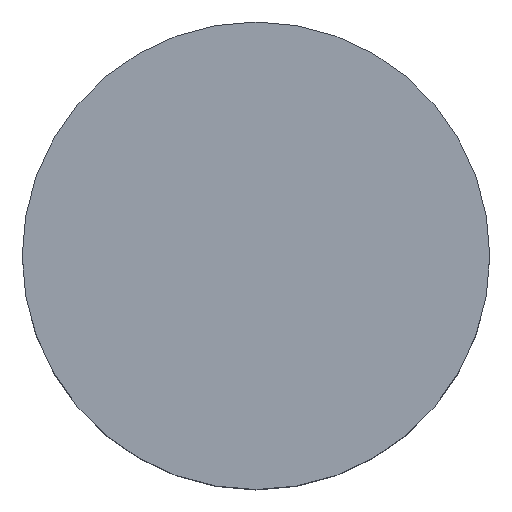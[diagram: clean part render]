
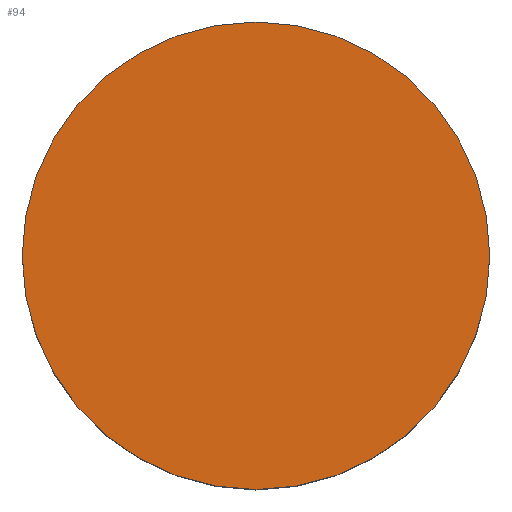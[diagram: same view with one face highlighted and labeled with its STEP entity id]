
A CAD part, top view. The second image highlights one B-rep face of the part: STEP entity #94.
In plain terms, the highlighted planar face has unit normal (0, 0, 1).
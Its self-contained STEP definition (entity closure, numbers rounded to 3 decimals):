
#6 = DIRECTION ( 'NONE',  ( 0., 0., 1. ) ) ;
#26 = DIRECTION ( 'NONE',  ( 0., 0., 1. ) ) ;
#94 = ADVANCED_FACE ( 'NONE', ( #109 ), #136, .T. ) ;
#106 = AXIS2_PLACEMENT_3D ( 'NONE', #133, #26, #240 ) ;
#109 = FACE_OUTER_BOUND ( 'NONE', #127, .T. ) ;
#114 = DIRECTION ( 'NONE',  ( 1., 0., 0. ) ) ;
#118 = CARTESIAN_POINT ( 'NONE',  ( 0., 0., 0. ) ) ;
#127 = EDGE_LOOP ( 'NONE', ( #230, #287 ) ) ;
#133 = CARTESIAN_POINT ( 'NONE',  ( 0., 0., 0. ) ) ;
#136 = PLANE ( 'NONE',  #106 ) ;
#147 = AXIS2_PLACEMENT_3D ( 'NONE', #252, #6, #114 ) ;
#162 = AXIS2_PLACEMENT_3D ( 'NONE', #118, #311, #198 ) ;
#184 = CIRCLE ( 'NONE', #147, 2. ) ;
#188 = CIRCLE ( 'NONE', #162, 2. ) ;
#198 = DIRECTION ( 'NONE',  ( 1., 0., 0. ) ) ;
#211 = VERTEX_POINT ( 'NONE', #253 ) ;
#230 = ORIENTED_EDGE ( 'NONE', *, *, #265, .T. ) ;
#240 = DIRECTION ( 'NONE',  ( 1., 0., 0. ) ) ;
#243 = EDGE_CURVE ( 'NONE', #339, #211, #188, .T. ) ;
#252 = CARTESIAN_POINT ( 'NONE',  ( 0., 0., 0. ) ) ;
#253 = CARTESIAN_POINT ( 'NONE',  ( 2., 0., 0. ) ) ;
#265 = EDGE_CURVE ( 'NONE', #211, #339, #184, .T. ) ;
#287 = ORIENTED_EDGE ( 'NONE', *, *, #243, .T. ) ;
#310 = CARTESIAN_POINT ( 'NONE',  ( -2., 0., 0. ) ) ;
#311 = DIRECTION ( 'NONE',  ( 0., 0., 1. ) ) ;
#339 = VERTEX_POINT ( 'NONE', #310 ) ;
